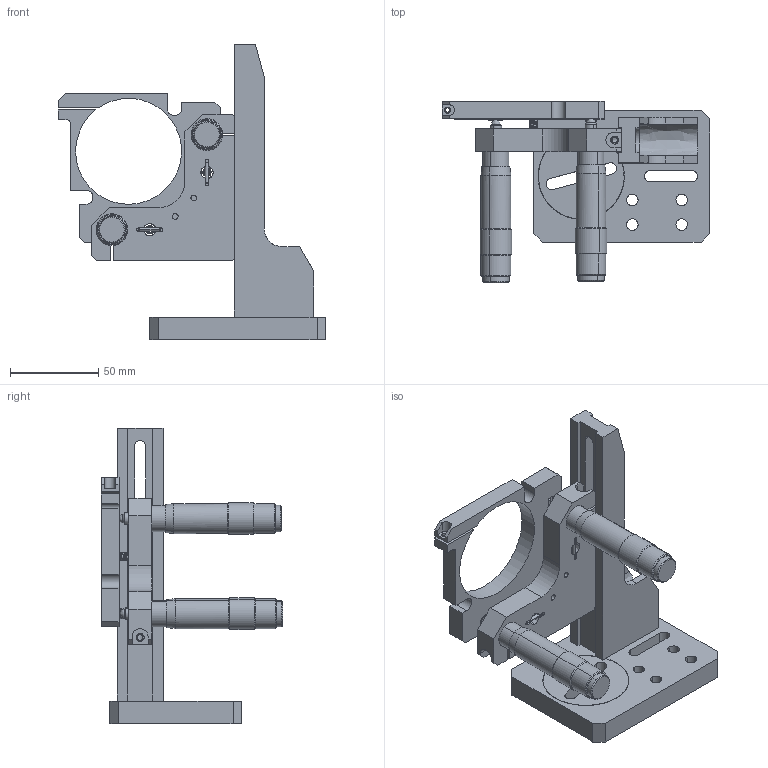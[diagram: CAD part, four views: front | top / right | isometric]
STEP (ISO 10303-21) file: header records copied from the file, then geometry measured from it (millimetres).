
FILE_DESCRIPTION(/* description */ (''),/* implementation_level */ '2;1');
FILE_NAME(/* name */ 'MMB-KV60',/* time_stamp */ '2021-08-20T19:04:49+03:00',/* author */ (''),/* organization */ (''),/* preprocessor_version */ 'ST-DEVELOPER v15',/* originating_system */ '',/* authorisation */ '');
FILE_SCHEMA (('AUTOMOTIVE_DESIGN'));
Length unit declared in the file: millimetre
Products named in the file (6): Document; MMB-KV60; MMB-KV60_Substitute_1; Block 01; Block 02; Block 03
Assembly tree (5 placements, depth 4):
  Document
    MMB-KV60
      MMB-KV60_Substitute_1
        Block 01
        Block 02
        Block 03
Bounding box: 152 x 102.89 x 168 mm (x, y, z)
Volume: 223225.9 mm3; surface area: 89909.7 mm2
Topology: 25 solids, 42 shells, 525 faces, 1463 edges, 967 vertices
Faces by surface type: bspline 525
Entity records: 68687 total; most frequent: CARTESIAN_POINT 50813, B_SPLINE_CURVE_WITH_KNOTS 3101, ORIENTED_EDGE 2796, PCURVE 2796, DEFINITIONAL_REPRESENTATION 2796, SURFACE_CURVE 1436, EDGE_CURVE 1436, VERTEX_POINT 968
